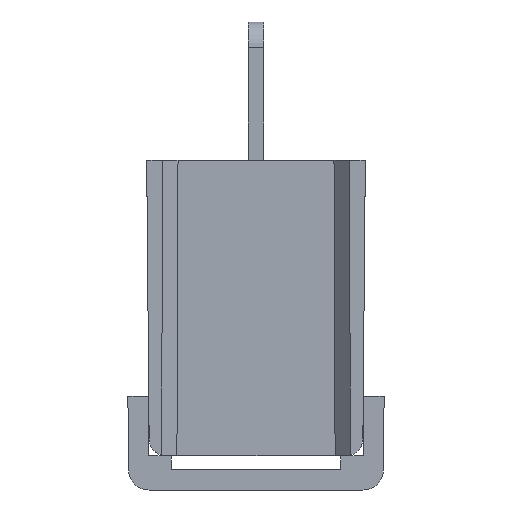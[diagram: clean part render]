
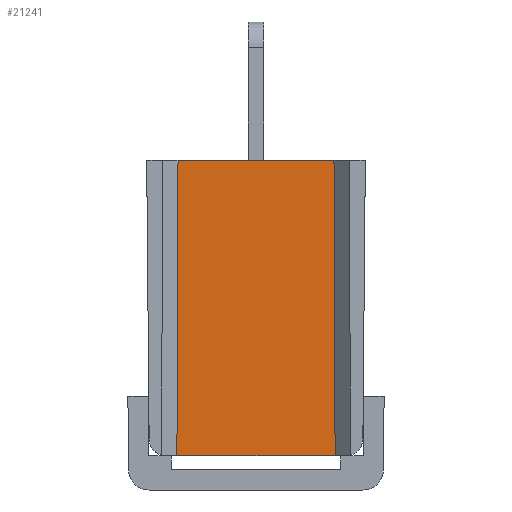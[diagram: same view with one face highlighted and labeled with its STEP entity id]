
A CAD part, front view. The second image highlights one B-rep face of the part: STEP entity #21241.
In plain terms, the highlighted planar face has unit normal (0, -1, -0.009).
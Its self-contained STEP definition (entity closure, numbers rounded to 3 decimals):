
#845=DIRECTION('',(0.004,-0.009,1.));
#846=VECTOR('',#845,17.301);
#847=CARTESIAN_POINT('',(-4.63,-33.729,-17.3));
#848=LINE('',#847,#846);
#849=DIRECTION('',(1.,0.,0.));
#850=VECTOR('',#849,9.132);
#851=CARTESIAN_POINT('',(-4.566,-33.88,
0.));
#852=LINE('',#851,#850);
#853=DIRECTION('',(0.004,0.009,-1.));
#854=VECTOR('',#853,17.301);
#855=CARTESIAN_POINT('',(4.566,-33.88,
0.));
#856=LINE('',#855,#854);
#857=DIRECTION('',(-1.,0.,0.));
#858=VECTOR('',#857,9.26);
#859=CARTESIAN_POINT('',(4.63,-33.729,-17.3));
#860=LINE('',#859,#858);
#16956=CARTESIAN_POINT('',(4.566,-33.88,
0.));
#16958=VERTEX_POINT('',#16956);
#16959=CARTESIAN_POINT('',(-4.566,-33.88,
0.));
#16961=VERTEX_POINT('',#16959);
#18686=CARTESIAN_POINT('',(-4.63,-33.729,-17.3));
#18687=VERTEX_POINT('',#18686);
#18688=CARTESIAN_POINT('',(4.63,-33.729,-17.3));
#18689=VERTEX_POINT('',#18688);
#21229=CARTESIAN_POINT('',(0.,-33.805,-8.65));
#21230=DIRECTION('',(0.,1.,0.009));
#21231=DIRECTION('',(1.,0.,0.));
#21232=AXIS2_PLACEMENT_3D('',#21229,#21230,#21231);
#21233=PLANE('',#21232);
#21234=ORIENTED_EDGE('',*,*,#21212,.T.);
#21235=ORIENTED_EDGE('',*,*,#19924,.T.);
#21237=ORIENTED_EDGE('',*,*,#21236,.T.);
#21238=ORIENTED_EDGE('',*,*,#21154,.T.);
#21239=EDGE_LOOP('',(#21234,#21235,#21237,#21238));
#21240=FACE_OUTER_BOUND('',#21239,.F.);
#19924=EDGE_CURVE('',#16961,#16958,#852,.T.);
#21154=EDGE_CURVE('',#18689,#18687,#860,.T.);
#21212=EDGE_CURVE('',#18687,#16961,#848,.T.);
#21236=EDGE_CURVE('',#16958,#18689,#856,.T.);
#21241=ADVANCED_FACE('',(#21240),#21233,.F.);
